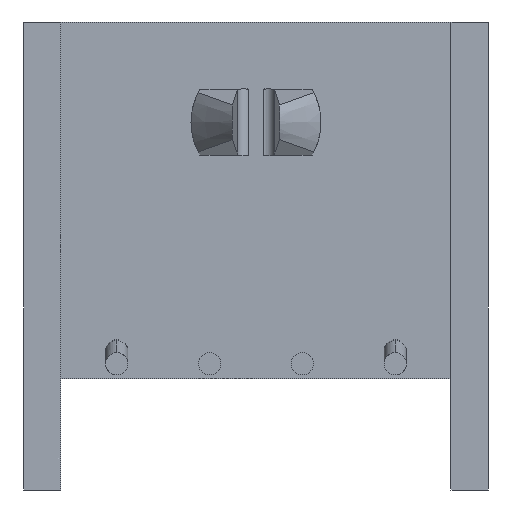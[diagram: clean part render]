
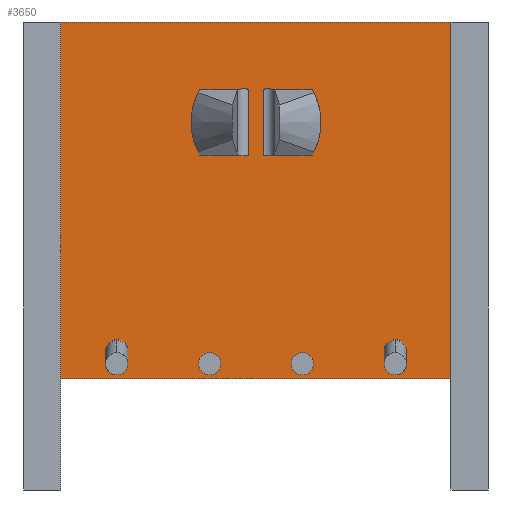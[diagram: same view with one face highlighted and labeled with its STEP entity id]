
A CAD part, front view. The second image highlights one B-rep face of the part: STEP entity #3650.
In plain terms, the highlighted planar face has unit normal (0, -1, 0).
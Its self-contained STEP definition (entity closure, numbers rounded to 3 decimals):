
#438=DIRECTION('',(-1.,0.,0.));
#439=VECTOR('',#438,10.5);
#440=CARTESIAN_POINT('',(5.25,1.15,0.));
#441=LINE('',#440,#439);
#942=DIRECTION('',(0.,0.,-1.));
#943=VECTOR('',#942,9.6);
#944=CARTESIAN_POINT('',(5.25,1.15,0.));
#945=LINE('',#944,#943);
#946=DIRECTION('',(1.,0.,0.));
#947=VECTOR('',#946,10.5);
#948=CARTESIAN_POINT('',(-5.25,1.15,-9.6));
#949=LINE('',#948,#947);
#950=DIRECTION('',(0.,0.,1.));
#951=VECTOR('',#950,9.6);
#952=CARTESIAN_POINT('',(-5.25,1.15,-9.6));
#953=LINE('',#952,#951);
#954=DIRECTION('',(0.,0.,-1.));
#955=VECTOR('',#954,1.785);
#956=CARTESIAN_POINT('',(0.2,1.15,-1.808));
#957=LINE('',#956,#955);
#958=DIRECTION('',(0.,0.,1.));
#959=VECTOR('',#958,1.785);
#960=CARTESIAN_POINT('',(-0.2,1.15,-3.592));
#961=LINE('',#960,#959);
#962=CARTESIAN_POINT('',(-1.25,1.15,-9.2));
#963=DIRECTION('',(0.,-1.,0.));
#964=DIRECTION('',(0.,0.,-1.));
#965=AXIS2_PLACEMENT_3D('',#962,#963,#964);
#967=CARTESIAN_POINT('',(-1.25,1.15,-9.2));
#968=DIRECTION('',(0.,-1.,0.));
#969=DIRECTION('',(0.,0.,1.));
#970=AXIS2_PLACEMENT_3D('',#967,#968,#969);
#972=CARTESIAN_POINT('',(1.25,1.15,-9.2));
#973=DIRECTION('',(0.,-1.,0.));
#974=DIRECTION('',(0.,0.,-1.));
#975=AXIS2_PLACEMENT_3D('',#972,#973,#974);
#977=CARTESIAN_POINT('',(1.25,1.15,-9.2));
#978=DIRECTION('',(0.,-1.,0.));
#979=DIRECTION('',(0.,0.,1.));
#980=AXIS2_PLACEMENT_3D('',#977,#978,#979);
#982=CARTESIAN_POINT('',(-3.75,1.15,-9.2));
#983=DIRECTION('',(0.,1.,0.));
#984=DIRECTION('',(0.,0.,1.));
#985=AXIS2_PLACEMENT_3D('',#982,#983,#984);
#987=CARTESIAN_POINT('',(-3.75,1.15,-9.2));
#988=DIRECTION('',(0.,1.,0.));
#989=DIRECTION('',(0.,0.,-1.));
#990=AXIS2_PLACEMENT_3D('',#987,#988,#989);
#992=CARTESIAN_POINT('',(3.75,1.15,-9.2));
#993=DIRECTION('',(0.,-1.,0.));
#994=DIRECTION('',(0.,0.,1.));
#995=AXIS2_PLACEMENT_3D('',#992,#993,#994);
#997=CARTESIAN_POINT('',(3.75,1.15,-9.2));
#998=DIRECTION('',(0.,-1.,0.));
#999=DIRECTION('',(0.,0.,-1.));
#1000=AXIS2_PLACEMENT_3D('',#997,#998,#999);
#1186=CARTESIAN_POINT('',(0.318,1.15,-2.7));
#1187=DIRECTION('',(0.,1.,0.));
#1188=DIRECTION('',(-0.131,0.,0.991));
#1189=AXIS2_PLACEMENT_3D('',#1186,#1187,#1188);
#1348=CARTESIAN_POINT('',(-0.318,1.15,-2.7));
#1349=DIRECTION('',(0.,1.,0.));
#1350=DIRECTION('',(0.131,0.,-0.991));
#1351=AXIS2_PLACEMENT_3D('',#1348,#1349,#1350);
#1864=CARTESIAN_POINT('',(5.25,1.15,0.));
#1865=VERTEX_POINT('',#1864);
#1866=CARTESIAN_POINT('',(-5.25,1.15,0.));
#1867=VERTEX_POINT('',#1866);
#1924=CARTESIAN_POINT('',(5.25,1.15,-9.6));
#1925=VERTEX_POINT('',#1924);
#1930=CARTESIAN_POINT('',(-5.25,1.15,-9.6));
#1931=VERTEX_POINT('',#1930);
#1976=CARTESIAN_POINT('',(0.2,1.15,-1.808));
#1977=CARTESIAN_POINT('',(0.2,1.15,-3.592));
#1978=VERTEX_POINT('',#1976);
#1979=VERTEX_POINT('',#1977);
#1984=CARTESIAN_POINT('',(-0.2,1.15,-3.592));
#1985=CARTESIAN_POINT('',(-0.2,1.15,-1.808));
#1986=VERTEX_POINT('',#1984);
#1987=VERTEX_POINT('',#1985);
#2116=CARTESIAN_POINT('',(-3.75,1.15,-8.9));
#2117=CARTESIAN_POINT('',(-3.75,1.15,-9.5));
#2118=VERTEX_POINT('',#2116);
#2119=VERTEX_POINT('',#2117);
#2156=CARTESIAN_POINT('',(-1.25,1.15,-9.5));
#2157=CARTESIAN_POINT('',(-1.25,1.15,-8.9));
#2158=VERTEX_POINT('',#2156);
#2159=VERTEX_POINT('',#2157);
#2184=CARTESIAN_POINT('',(1.25,1.15,-9.5));
#2185=VERTEX_POINT('',#2184);
#2186=CARTESIAN_POINT('',(1.25,1.15,-8.9));
#2187=VERTEX_POINT('',#2186);
#2252=CARTESIAN_POINT('',(3.75,1.15,-8.9));
#2253=VERTEX_POINT('',#2252);
#2254=CARTESIAN_POINT('',(3.75,1.15,-9.5));
#2255=VERTEX_POINT('',#2254);
#3602=CARTESIAN_POINT('',(5.25,1.15,0.));
#3603=DIRECTION('',(0.,1.,0.));
#3604=DIRECTION('',(-1.,0.,0.));
#3605=AXIS2_PLACEMENT_3D('',#3602,#3603,#3604);
#3606=PLANE('',#3605);
#3607=ORIENTED_EDGE('',*,*,#2708,.T.);
#3609=ORIENTED_EDGE('',*,*,#3608,.F.);
#3610=ORIENTED_EDGE('',*,*,#2745,.T.);
#3611=ORIENTED_EDGE('',*,*,#2803,.F.);
#3612=EDGE_LOOP('',(#3607,#3609,#3610,#3611));
#3613=FACE_OUTER_BOUND('',#3612,.F.);
#3615=ORIENTED_EDGE('',*,*,#3614,.T.);
#3617=ORIENTED_EDGE('',*,*,#3616,.F.);
#3618=EDGE_LOOP('',(#3615,#3617));
#3619=FACE_BOUND('',#3618,.F.);
#3621=ORIENTED_EDGE('',*,*,#3620,.T.);
#3623=ORIENTED_EDGE('',*,*,#3622,.F.);
#3624=EDGE_LOOP('',(#3621,#3623));
#3625=FACE_BOUND('',#3624,.F.);
#3627=ORIENTED_EDGE('',*,*,#3626,.T.);
#3629=ORIENTED_EDGE('',*,*,#3628,.T.);
#3630=EDGE_LOOP('',(#3627,#3629));
#3631=FACE_BOUND('',#3630,.F.);
#3633=ORIENTED_EDGE('',*,*,#3632,.T.);
#3635=ORIENTED_EDGE('',*,*,#3634,.T.);
#3636=EDGE_LOOP('',(#3633,#3635));
#3637=FACE_BOUND('',#3636,.F.);
#3639=ORIENTED_EDGE('',*,*,#3638,.F.);
#3641=ORIENTED_EDGE('',*,*,#3640,.F.);
#3642=EDGE_LOOP('',(#3639,#3641));
#3643=FACE_BOUND('',#3642,.F.);
#3645=ORIENTED_EDGE('',*,*,#3644,.T.);
#3647=ORIENTED_EDGE('',*,*,#3646,.T.);
#3648=EDGE_LOOP('',(#3645,#3647));
#3649=FACE_BOUND('',#3648,.F.);
#966=CIRCLE('',#965,0.3);
#971=CIRCLE('',#970,0.3);
#976=CIRCLE('',#975,0.3);
#981=CIRCLE('',#980,0.3);
#986=CIRCLE('',#985,0.3);
#991=CIRCLE('',#990,0.3);
#996=CIRCLE('',#995,0.3);
#1001=CIRCLE('',#1000,0.3);
#1190=CIRCLE('',#1189,0.9);
#1352=CIRCLE('',#1351,0.9);
#2708=EDGE_CURVE('',#1865,#1925,#945,.T.);
#2745=EDGE_CURVE('',#1931,#1867,#953,.T.);
#2803=EDGE_CURVE('',#1865,#1867,#441,.T.);
#3608=EDGE_CURVE('',#1931,#1925,#949,.T.);
#3614=EDGE_CURVE('',#1978,#1979,#957,.T.);
#3616=EDGE_CURVE('',#1978,#1979,#1190,.T.);
#3620=EDGE_CURVE('',#1986,#1987,#961,.T.);
#3622=EDGE_CURVE('',#1986,#1987,#1352,.T.);
#3626=EDGE_CURVE('',#2158,#2159,#966,.T.);
#3628=EDGE_CURVE('',#2159,#2158,#971,.T.);
#3632=EDGE_CURVE('',#2185,#2187,#976,.T.);
#3634=EDGE_CURVE('',#2187,#2185,#981,.T.);
#3638=EDGE_CURVE('',#2118,#2119,#986,.T.);
#3640=EDGE_CURVE('',#2119,#2118,#991,.T.);
#3644=EDGE_CURVE('',#2253,#2255,#996,.T.);
#3646=EDGE_CURVE('',#2255,#2253,#1001,.T.);
#3650=ADVANCED_FACE('',(#3613,#3619,#3625,#3631,#3637,#3643,#3649),#3606,.F.);
